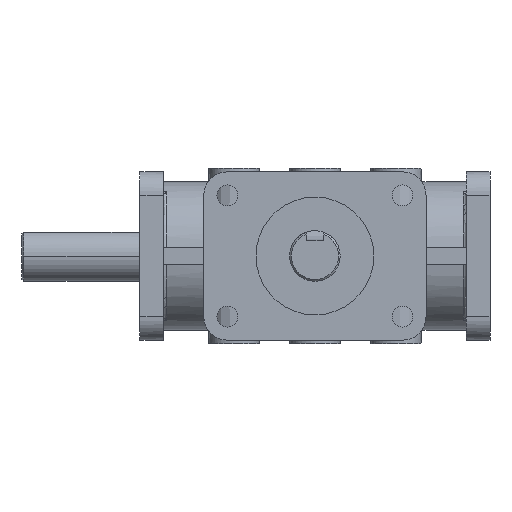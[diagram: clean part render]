
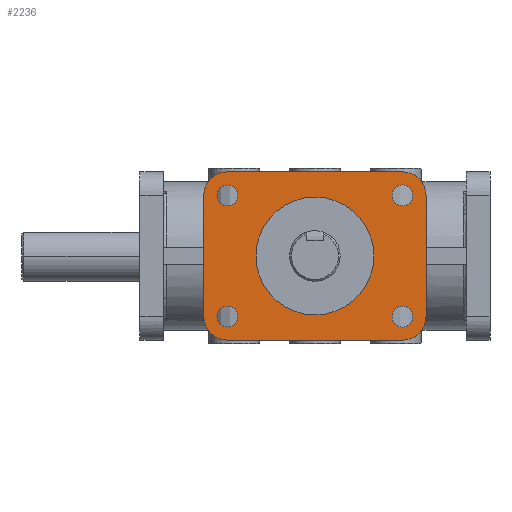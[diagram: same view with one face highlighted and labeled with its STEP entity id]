
A CAD part, front view. The second image highlights one B-rep face of the part: STEP entity #2236.
In plain terms, the highlighted planar face has unit normal (0, -1, 0).
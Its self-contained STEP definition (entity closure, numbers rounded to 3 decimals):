
#2236=ADVANCED_FACE('',(#4840,#4841,#4842,#4843,#4844,#4845),#4846,.F.);
#4840=FACE_OUTER_BOUND('',#8029,.T.);
#4841=FACE_BOUND('',#8030,.T.);
#4842=FACE_BOUND('',#8031,.T.);
#4843=FACE_BOUND('',#8032,.T.);
#4844=FACE_BOUND('',#8033,.T.);
#4845=FACE_BOUND('',#8034,.T.);
#4846=PLANE('',#8035);
#8029=EDGE_LOOP('',(#19140,#19141,#19142,#19143,#19144,#19145,#19146,#19147));
#8030=EDGE_LOOP('',(#19148,#19149,#19150));
#8031=EDGE_LOOP('',(#19151,#19152,#19153));
#8032=EDGE_LOOP('',(#19154,#19155,#19156));
#8033=EDGE_LOOP('',(#19157,#19158,#19159));
#8034=EDGE_LOOP('',(#19160,#19161));
#8035=AXIS2_PLACEMENT_3D('',#19162,#19163,#19164);
#19140=ORIENTED_EDGE('',*,*,#27013,.T.);
#19141=ORIENTED_EDGE('',*,*,#24704,.T.);
#19142=ORIENTED_EDGE('',*,*,#25825,.T.);
#19143=ORIENTED_EDGE('',*,*,#27014,.T.);
#19144=ORIENTED_EDGE('',*,*,#26443,.T.);
#19145=ORIENTED_EDGE('',*,*,#27015,.T.);
#19146=ORIENTED_EDGE('',*,*,#27016,.T.);
#19147=ORIENTED_EDGE('',*,*,#26400,.T.);
#19148=ORIENTED_EDGE('',*,*,#26251,.F.);
#19149=ORIENTED_EDGE('',*,*,#26250,.F.);
#19150=ORIENTED_EDGE('',*,*,#27017,.F.);
#19151=ORIENTED_EDGE('',*,*,#25885,.F.);
#19152=ORIENTED_EDGE('',*,*,#25884,.F.);
#19153=ORIENTED_EDGE('',*,*,#26739,.F.);
#19154=ORIENTED_EDGE('',*,*,#26376,.F.);
#19155=ORIENTED_EDGE('',*,*,#26375,.F.);
#19156=ORIENTED_EDGE('',*,*,#26343,.F.);
#19157=ORIENTED_EDGE('',*,*,#27018,.F.);
#19158=ORIENTED_EDGE('',*,*,#27019,.F.);
#19159=ORIENTED_EDGE('',*,*,#25860,.F.);
#19160=ORIENTED_EDGE('',*,*,#26210,.T.);
#19161=ORIENTED_EDGE('',*,*,#27004,.T.);
#19162=CARTESIAN_POINT('',(0.0,-90.0,0.0));
#19163=DIRECTION('',(0.0,1.0,0.0));
#19164=DIRECTION('',(1.0,0.0,-0.0));
#24704=EDGE_CURVE('',#28856,#28858,#28860,.T.);
#25825=EDGE_CURVE('',#28858,#30703,#30705,.T.);
#25860=EDGE_CURVE('',#30755,#30751,#30757,.T.);
#25884=EDGE_CURVE('',#30789,#30791,#30792,.T.);
#25885=EDGE_CURVE('',#30791,#30793,#30794,.T.);
#26210=EDGE_CURVE('',#31250,#31248,#31251,.T.);
#26250=EDGE_CURVE('',#31306,#31308,#31309,.T.);
#26251=EDGE_CURVE('',#31308,#31310,#31311,.T.);
#26343=EDGE_CURVE('',#31428,#31424,#31430,.T.);
#26375=EDGE_CURVE('',#31424,#31476,#31477,.T.);
#26376=EDGE_CURVE('',#31476,#31428,#31478,.T.);
#26400=EDGE_CURVE('',#31509,#31510,#31511,.T.);
#26443=EDGE_CURVE('',#31571,#31569,#31572,.T.);
#26739=EDGE_CURVE('',#30793,#30789,#31993,.T.);
#27004=EDGE_CURVE('',#31248,#31250,#32313,.T.);
#27013=EDGE_CURVE('',#31510,#28856,#32322,.T.);
#27014=EDGE_CURVE('',#30703,#31571,#32323,.T.);
#27015=EDGE_CURVE('',#31569,#32324,#32325,.T.);
#27016=EDGE_CURVE('',#32324,#31509,#32326,.T.);
#27017=EDGE_CURVE('',#31310,#31306,#32327,.T.);
#27018=EDGE_CURVE('',#32328,#30755,#32329,.T.);
#27019=EDGE_CURVE('',#30751,#32328,#32330,.T.);
#28856=VERTEX_POINT('',#37943);
#28858=VERTEX_POINT('',#37946);
#28860=LINE('',#37949,#37950);
#30703=VERTEX_POINT('',#45369);
#30705=CIRCLE('',#45372,7.0);
#30751=VERTEX_POINT('',#45458);
#30755=VERTEX_POINT('',#45463);
#30757=CIRCLE('',#45466,3.1);
#30789=VERTEX_POINT('',#45550);
#30791=VERTEX_POINT('',#45553);
#30792=CIRCLE('',#45554,3.1);
#30793=VERTEX_POINT('',#45555);
#30794=CIRCLE('',#45556,3.1);
#31248=VERTEX_POINT('',#47315);
#31250=VERTEX_POINT('',#47318);
#31251=CIRCLE('',#47319,17.5);
#31306=VERTEX_POINT('',#47489);
#31308=VERTEX_POINT('',#47492);
#31309=CIRCLE('',#47493,3.1);
#31310=VERTEX_POINT('',#47494);
#31311=CIRCLE('',#47495,3.1);
#31424=VERTEX_POINT('',#47821);
#31428=VERTEX_POINT('',#47826);
#31430=CIRCLE('',#47829,3.1);
#31476=VERTEX_POINT('',#47948);
#31477=CIRCLE('',#47949,3.1);
#31478=CIRCLE('',#47950,3.1);
#31509=VERTEX_POINT('',#48028);
#31510=VERTEX_POINT('',#48029);
#31511=LINE('',#48030,#48031);
#31569=VERTEX_POINT('',#48259);
#31571=VERTEX_POINT('',#48262);
#31572=CIRCLE('',#48263,7.0);
#31993=CIRCLE('',#49877,3.1);
#32313=CIRCLE('',#51351,17.5);
#32322=CIRCLE('',#51379,7.0);
#32323=LINE('',#51380,#51381);
#32324=VERTEX_POINT('',#51382);
#32325=LINE('',#51383,#51384);
#32326=CIRCLE('',#51385,7.0);
#32327=CIRCLE('',#51386,3.1);
#32328=VERTEX_POINT('',#51387);
#32329=CIRCLE('',#51388,3.1);
#32330=CIRCLE('',#51389,3.1);
#37943=CARTESIAN_POINT('',(-26.0,-90.0,-25.0));
#37946=CARTESIAN_POINT('',(26.0,-90.0,-25.0));
#37949=CARTESIAN_POINT('',(-26.0,-90.0,-25.0));
#37950=VECTOR('',#54422,1000.0);
#45369=CARTESIAN_POINT('',(33.0,-90.0,-18.0));
#45372=AXIS2_PLACEMENT_3D('',#55202,#55203,#55204);
#45458=CARTESIAN_POINT('',(-26.0,-90.0,14.9));
#45463=CARTESIAN_POINT('',(-26.0,-90.0,21.1));
#45466=AXIS2_PLACEMENT_3D('',#55244,#55245,#55246);
#45550=CARTESIAN_POINT('',(26.0,-90.0,-21.1));
#45553=CARTESIAN_POINT('',(29.1,-90.0,-18.0));
#45554=AXIS2_PLACEMENT_3D('',#55262,#55263,#55264);
#45555=CARTESIAN_POINT('',(26.0,-90.0,-14.9));
#45556=AXIS2_PLACEMENT_3D('',#55265,#55266,#55267);
#47315=CARTESIAN_POINT('',(0.,-90.0,-17.5));
#47318=CARTESIAN_POINT('',(0.,-90.0,17.5));
#47319=AXIS2_PLACEMENT_3D('',#55472,#55473,#55474);
#47489=CARTESIAN_POINT('',(26.0,-90.0,14.9));
#47492=CARTESIAN_POINT('',(29.1,-90.0,18.0));
#47493=AXIS2_PLACEMENT_3D('',#55507,#55508,#55509);
#47494=CARTESIAN_POINT('',(26.0,-90.0,21.1));
#47495=AXIS2_PLACEMENT_3D('',#55510,#55511,#55512);
#47821=CARTESIAN_POINT('',(-26.0,-90.0,-21.1));
#47826=CARTESIAN_POINT('',(-26.0,-90.0,-14.9));
#47829=AXIS2_PLACEMENT_3D('',#55574,#55575,#55576);
#47948=CARTESIAN_POINT('',(-22.9,-90.0,-18.0));
#47949=AXIS2_PLACEMENT_3D('',#55606,#55607,#55608);
#47950=AXIS2_PLACEMENT_3D('',#55609,#55610,#55611);
#48028=CARTESIAN_POINT('',(-33.0,-90.0,18.0));
#48029=CARTESIAN_POINT('',(-33.0,-90.0,-18.0));
#48030=CARTESIAN_POINT('',(-33.0,-90.0,18.0));
#48031=VECTOR('',#55626,1000.0);
#48259=CARTESIAN_POINT('',(26.0,-90.0,25.0));
#48262=CARTESIAN_POINT('',(33.0,-90.0,18.0));
#48263=AXIS2_PLACEMENT_3D('',#55648,#55649,#55650);
#49877=AXIS2_PLACEMENT_3D('',#55852,#55853,#55854);
#51351=AXIS2_PLACEMENT_3D('',#56007,#56008,#56009);
#51379=AXIS2_PLACEMENT_3D('',#56012,#56013,#56014);
#51380=CARTESIAN_POINT('',(33.0,-90.0,-18.0));
#51381=VECTOR('',#56015,1000.0);
#51382=CARTESIAN_POINT('',(-26.0,-90.0,25.0));
#51383=CARTESIAN_POINT('',(26.0,-90.0,25.0));
#51384=VECTOR('',#56016,1000.0);
#51385=AXIS2_PLACEMENT_3D('',#56017,#56018,#56019);
#51386=AXIS2_PLACEMENT_3D('',#56020,#56021,#56022);
#51387=CARTESIAN_POINT('',(-22.9,-90.0,18.0));
#51388=AXIS2_PLACEMENT_3D('',#56023,#56024,#56025);
#51389=AXIS2_PLACEMENT_3D('',#56026,#56027,#56028);
#54422=DIRECTION('',(1.0,0.0,0.0));
#55202=CARTESIAN_POINT('',(26.0,-90.0,-18.0));
#55203=DIRECTION('',(0.0,-1.0,0.0));
#55204=DIRECTION('',(-1.0,0.0,0.0));
#55244=CARTESIAN_POINT('',(-26.0,-90.0,18.0));
#55245=DIRECTION('',(0.0,-1.0,0.0));
#55246=DIRECTION('',(1.0,0.0,0.0));
#55262=CARTESIAN_POINT('',(26.0,-90.0,-18.0));
#55263=DIRECTION('',(0.0,-1.0,0.0));
#55264=DIRECTION('',(1.0,0.0,0.0));
#55265=CARTESIAN_POINT('',(26.0,-90.0,-18.0));
#55266=DIRECTION('',(0.0,-1.0,0.0));
#55267=DIRECTION('',(1.0,0.0,0.0));
#55472=CARTESIAN_POINT('',(0.,-90.0,0.0));
#55473=DIRECTION('',(0.0,1.0,0.0));
#55474=DIRECTION('',(0.0,0.0,1.0));
#55507=CARTESIAN_POINT('',(26.0,-90.0,18.0));
#55508=DIRECTION('',(0.0,-1.0,0.0));
#55509=DIRECTION('',(1.0,0.0,0.0));
#55510=CARTESIAN_POINT('',(26.0,-90.0,18.0));
#55511=DIRECTION('',(0.0,-1.0,0.0));
#55512=DIRECTION('',(1.0,0.0,0.0));
#55574=CARTESIAN_POINT('',(-26.0,-90.0,-18.0));
#55575=DIRECTION('',(0.0,-1.0,0.0));
#55576=DIRECTION('',(1.0,0.0,0.0));
#55606=CARTESIAN_POINT('',(-26.0,-90.0,-18.0));
#55607=DIRECTION('',(0.0,-1.0,0.0));
#55608=DIRECTION('',(1.0,0.0,0.0));
#55609=CARTESIAN_POINT('',(-26.0,-90.0,-18.0));
#55610=DIRECTION('',(0.0,-1.0,0.0));
#55611=DIRECTION('',(1.0,0.0,0.0));
#55626=DIRECTION('',(0.0,0.0,-1.0));
#55648=CARTESIAN_POINT('',(26.0,-90.0,18.0));
#55649=DIRECTION('',(0.0,-1.0,0.0));
#55650=DIRECTION('',(1.0,0.0,0.0));
#55852=CARTESIAN_POINT('',(26.0,-90.0,-18.0));
#55853=DIRECTION('',(0.0,-1.0,0.0));
#55854=DIRECTION('',(1.0,0.0,0.0));
#56007=CARTESIAN_POINT('',(0.,-90.0,0.0));
#56008=DIRECTION('',(0.0,1.0,0.0));
#56009=DIRECTION('',(0.0,0.0,1.0));
#56012=CARTESIAN_POINT('',(-26.0,-90.0,-18.0));
#56013=DIRECTION('',(0.0,-1.0,0.0));
#56014=DIRECTION('',(1.0,0.0,0.0));
#56015=DIRECTION('',(0.0,0.0,1.0));
#56016=DIRECTION('',(-1.0,0.0,0.0));
#56017=CARTESIAN_POINT('',(-26.0,-90.0,18.0));
#56018=DIRECTION('',(0.0,-1.0,0.0));
#56019=DIRECTION('',(1.0,0.0,0.0));
#56020=CARTESIAN_POINT('',(26.0,-90.0,18.0));
#56021=DIRECTION('',(0.0,-1.0,0.0));
#56022=DIRECTION('',(1.0,0.0,0.0));
#56023=CARTESIAN_POINT('',(-26.0,-90.0,18.0));
#56024=DIRECTION('',(0.0,-1.0,0.0));
#56025=DIRECTION('',(1.0,0.0,0.0));
#56026=CARTESIAN_POINT('',(-26.0,-90.0,18.0));
#56027=DIRECTION('',(0.0,-1.0,0.0));
#56028=DIRECTION('',(1.0,0.0,0.0));
